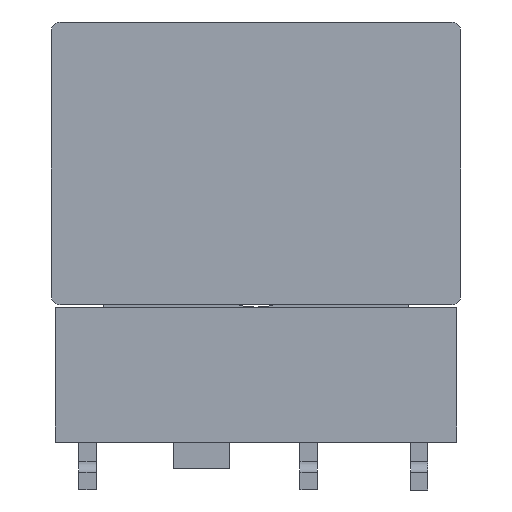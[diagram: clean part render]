
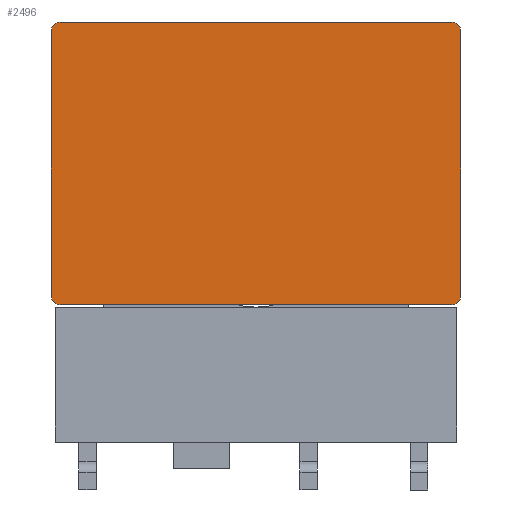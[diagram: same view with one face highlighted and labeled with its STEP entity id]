
A CAD part, left-side view. The second image highlights one B-rep face of the part: STEP entity #2496.
In plain terms, the highlighted planar face has unit normal (-1, 0, 0).
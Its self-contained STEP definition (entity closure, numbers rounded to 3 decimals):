
#209=FACE_OUTER_BOUND('',#360,.T.);
#360=EDGE_LOOP('',(#2165,#2166,#2167,#2168,#2169,#2170,#2171,#2172));
#411=CIRCLE('',#2720,0.2);
#412=CIRCLE('',#2721,0.2);
#413=CIRCLE('',#2722,0.2);
#414=CIRCLE('',#2723,0.2);
#678=LINE('',#4064,#967);
#687=LINE('',#4082,#976);
#691=LINE('',#4091,#980);
#697=LINE('',#4104,#986);
#967=VECTOR('',#3352,1000.);
#976=VECTOR('',#3363,1000.);
#980=VECTOR('',#3369,1000.);
#986=VECTOR('',#3377,1000.);
#1179=VERTEX_POINT('',#4062);
#1180=VERTEX_POINT('',#4063);
#1187=VERTEX_POINT('',#4080);
#1188=VERTEX_POINT('',#4081);
#1191=VERTEX_POINT('',#4089);
#1192=VERTEX_POINT('',#4090);
#1197=VERTEX_POINT('',#4101);
#1198=VERTEX_POINT('',#4103);
#1504=EDGE_CURVE('',#1179,#1180,#678,.T.);
#1513=EDGE_CURVE('',#1187,#1188,#687,.T.);
#1517=EDGE_CURVE('',#1191,#1192,#691,.T.);
#1523=EDGE_CURVE('',#1198,#1197,#697,.T.);
#1530=EDGE_CURVE('',#1197,#1191,#411,.T.);
#1531=EDGE_CURVE('',#1192,#1187,#412,.T.);
#1532=EDGE_CURVE('',#1188,#1179,#413,.T.);
#1533=EDGE_CURVE('',#1180,#1198,#414,.T.);
#2165=ORIENTED_EDGE('',*,*,#1523,.T.);
#2166=ORIENTED_EDGE('',*,*,#1530,.T.);
#2167=ORIENTED_EDGE('',*,*,#1517,.T.);
#2168=ORIENTED_EDGE('',*,*,#1531,.T.);
#2169=ORIENTED_EDGE('',*,*,#1513,.T.);
#2170=ORIENTED_EDGE('',*,*,#1532,.T.);
#2171=ORIENTED_EDGE('',*,*,#1504,.T.);
#2172=ORIENTED_EDGE('',*,*,#1533,.T.);
#2354=PLANE('',#2719);
#2496=ADVANCED_FACE('',(#209),#2354,.F.);
#2719=AXIS2_PLACEMENT_3D('',#4116,#3387,#3388);
#2720=AXIS2_PLACEMENT_3D('',#4117,#3389,#3390);
#2721=AXIS2_PLACEMENT_3D('',#4118,#3391,#3392);
#2722=AXIS2_PLACEMENT_3D('',#4119,#3393,#3394);
#2723=AXIS2_PLACEMENT_3D('',#4120,#3395,#3396);
#3352=DIRECTION('',(0.,0.,1.));
#3363=DIRECTION('',(0.,-1.,0.));
#3369=DIRECTION('',(0.,0.,-1.));
#3377=DIRECTION('',(0.,1.,0.));
#3387=DIRECTION('center_axis',(1.,0.,0.));
#3388=DIRECTION('ref_axis',(0.,0.,-1.));
#3389=DIRECTION('center_axis',(-1.,0.,0.));
#3390=DIRECTION('ref_axis',(0.,0.,-1.));
#3391=DIRECTION('center_axis',(-1.,0.,0.));
#3392=DIRECTION('ref_axis',(0.,0.,-1.));
#3393=DIRECTION('center_axis',(-1.,0.,0.));
#3394=DIRECTION('ref_axis',(0.,0.,-1.));
#3395=DIRECTION('center_axis',(-1.,0.,0.));
#3396=DIRECTION('ref_axis',(0.,0.,-1.));
#4062=CARTESIAN_POINT('',(-3.75,-1.7,-4.5));
#4063=CARTESIAN_POINT('',(-3.75,-1.7,4.5));
#4064=CARTESIAN_POINT('',(-3.75,-1.7,-4.7));
#4080=CARTESIAN_POINT('',(-3.75,4.6,-4.7));
#4081=CARTESIAN_POINT('',(-3.75,-1.5,-4.7));
#4082=CARTESIAN_POINT('',(-3.75,-1.7,-4.7));
#4089=CARTESIAN_POINT('',(-3.75,4.8,4.5));
#4090=CARTESIAN_POINT('',(-3.75,4.8,-4.5));
#4091=CARTESIAN_POINT('',(-3.75,4.8,-4.7));
#4101=CARTESIAN_POINT('',(-3.75,4.6,4.7));
#4103=CARTESIAN_POINT('',(-3.75,-1.5,4.7));
#4104=CARTESIAN_POINT('',(-3.75,-1.7,4.7));
#4116=CARTESIAN_POINT('Origin',(-3.75,0.,0.));
#4117=CARTESIAN_POINT('Origin',(-3.75,4.6,4.5));
#4118=CARTESIAN_POINT('Origin',(-3.75,4.6,-4.5));
#4119=CARTESIAN_POINT('Origin',(-3.75,-1.5,-4.5));
#4120=CARTESIAN_POINT('Origin',(-3.75,-1.5,4.5));
